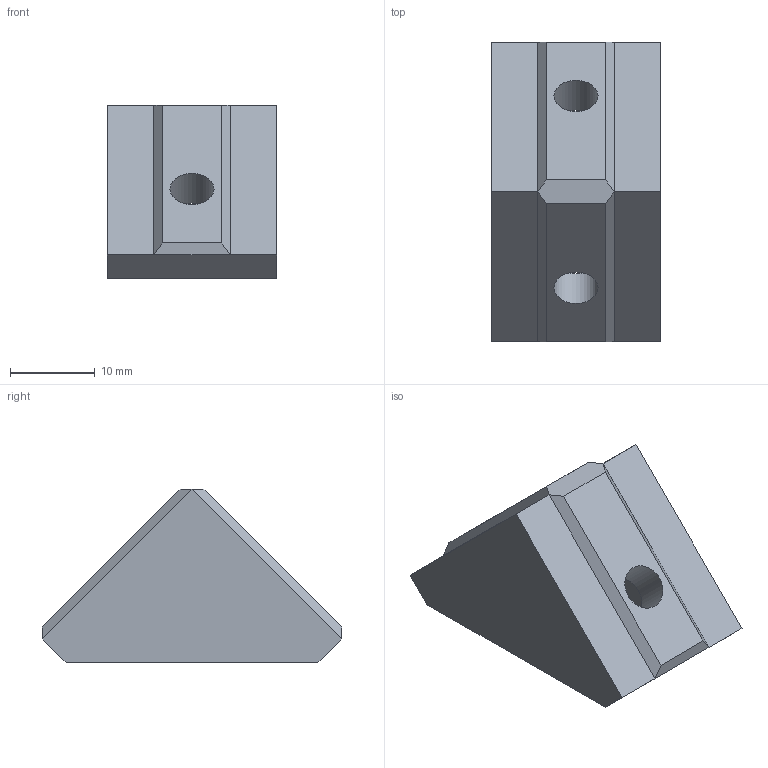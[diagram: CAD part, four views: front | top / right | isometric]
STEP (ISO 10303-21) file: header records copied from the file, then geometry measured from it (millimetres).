
FILE_DESCRIPTION(/* description */ (''),/* implementation_level */ '2;1');
FILE_NAME(/* name */ 'C-BOT 90 corner bracket.stp',/* time_stamp */ '2015-10-18T17:49:21+01:00',/* author */ (''),/* organization */ (''),/* preprocessor_version */ 'ST-DEVELOPER v15.2',/* originating_system */ 'Autodesk Translator Framework v2.0.0.5431',/* authorisation */ '');
FILE_SCHEMA (('AUTOMOTIVE_DESIGN { 1 0 10303 214 3 1 1 }'));
Length unit declared in the file: centimetre
Products named in the file (1): C-BOT 90 corner bracket
Bounding box: 20 x 35.36 x 20.51 mm (x, y, z)
Volume: 6384.3 mm3; surface area: 3188.1 mm2
Topology: 1 solids, 1 shells, 31 faces, 76 edges, 48 vertices
Faces by surface type: plane 25, cylinder 6
Full cylindrical faces by diameter (mm): 5.2 x2
Entity records: 907 total; most frequent: CARTESIAN_POINT 154, DIRECTION 150, ORIENTED_EDGE 148, EDGE_CURVE 74, LINE 62, VECTOR 62, VERTEX_POINT 48, AXIS2_PLACEMENT_3D 44
